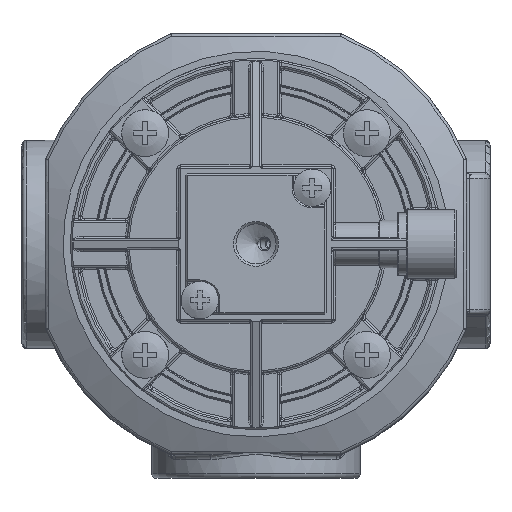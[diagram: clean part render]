
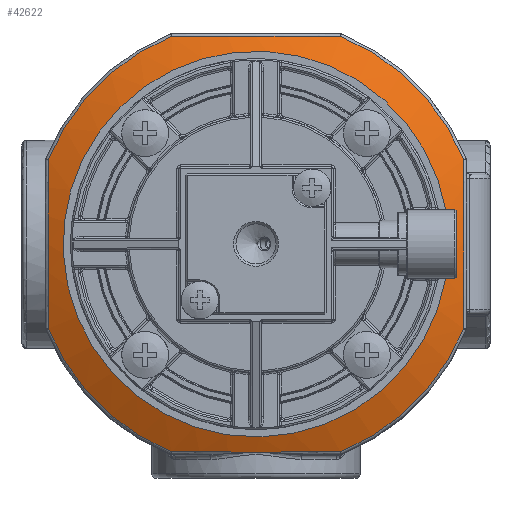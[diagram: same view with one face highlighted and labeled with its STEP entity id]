
A CAD part, top view. The second image highlights one B-rep face of the part: STEP entity #42622.
In plain terms, the highlighted conical face has half-angle 65 degrees and reference radius 40.994 mm.
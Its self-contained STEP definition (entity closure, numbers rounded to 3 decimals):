
#1034=B_SPLINE_CURVE_WITH_KNOTS('',3,(#68307,#68308,#68309,#68310,#68311),
 .UNSPECIFIED.,.F.,.F.,(4,1,4),(0.,0.018,0.036),
 .UNSPECIFIED.);
#1035=B_SPLINE_CURVE_WITH_KNOTS('',3,(#68335,#68336,#68337,#68338,#68339),
 .UNSPECIFIED.,.F.,.F.,(4,1,4),(0.,0.018,0.036),
 .UNSPECIFIED.);
#1036=B_SPLINE_CURVE_WITH_KNOTS('',3,(#68363,#68364,#68365,#68366,#68367),
 .UNSPECIFIED.,.F.,.F.,(4,1,4),(0.,0.018,0.036),
 .UNSPECIFIED.);
#1058=B_SPLINE_CURVE_WITH_KNOTS('',3,(#68837,#68838,#68839,#68840,#68841),
 .UNSPECIFIED.,.F.,.F.,(4,1,4),(0.,0.018,0.036),
 .UNSPECIFIED.);
#1295=CONICAL_SURFACE('',#46082,40.994,1.134);
#12375=ORIENTED_EDGE('',*,*,#17458,.T.);
#12376=ORIENTED_EDGE('',*,*,#17459,.T.);
#12377=ORIENTED_EDGE('',*,*,#17347,.T.);
#12378=ORIENTED_EDGE('',*,*,#17346,.T.);
#12379=ORIENTED_EDGE('',*,*,#17345,.T.);
#12380=ORIENTED_EDGE('',*,*,#17344,.T.);
#12381=ORIENTED_EDGE('',*,*,#17343,.T.);
#12382=ORIENTED_EDGE('',*,*,#17455,.T.);
#12383=ORIENTED_EDGE('',*,*,#17341,.T.);
#12384=ORIENTED_EDGE('',*,*,#17340,.T.);
#17340=EDGE_CURVE('',#20135,#20138,#22311,.F.);
#17341=EDGE_CURVE('',#20138,#20135,#22312,.F.);
#17343=EDGE_CURVE('',#20141,#20253,#1034,.T.);
#17344=EDGE_CURVE('',#20143,#20141,#22313,.T.);
#17345=EDGE_CURVE('',#20146,#20143,#1035,.T.);
#17346=EDGE_CURVE('',#20148,#20146,#22314,.T.);
#17347=EDGE_CURVE('',#20256,#20148,#1036,.T.);
#17455=EDGE_CURVE('',#20253,#20309,#22370,.T.);
#17458=EDGE_CURVE('',#20309,#20311,#1058,.T.);
#17459=EDGE_CURVE('',#20311,#20256,#22373,.T.);
#20135=VERTEX_POINT('',#66237);
#20138=VERTEX_POINT('',#66253);
#20141=VERTEX_POINT('',#66263);
#20143=VERTEX_POINT('',#66276);
#20146=VERTEX_POINT('',#66286);
#20148=VERTEX_POINT('',#66292);
#20253=VERTEX_POINT('',#68272);
#20256=VERTEX_POINT('',#68368);
#20309=VERTEX_POINT('',#68830);
#20311=VERTEX_POINT('',#68842);
#22311=CIRCLE('',#45968,41.209);
#22312=CIRCLE('',#45970,41.209);
#22313=CIRCLE('',#45972,47.923);
#22314=CIRCLE('',#45974,47.923);
#22370=CIRCLE('',#46078,47.923);
#22373=CIRCLE('',#46083,47.923);
#24423=EDGE_LOOP('',(#12375,#12376,#12377,#12378,#12379,#12380,#12381,#12382));
#24424=EDGE_LOOP('',(#12383,#12384));
#26563=FACE_BOUND('',#24423,.T.);
#26564=FACE_BOUND('',#24424,.T.);
#42622=ADVANCED_FACE('',(#26563,#26564),#1295,.T.);
#45968=AXIS2_PLACEMENT_3D('',#68278,#54037,#54038);
#45970=AXIS2_PLACEMENT_3D('',#68280,#54041,#54042);
#45972=AXIS2_PLACEMENT_3D('',#68313,#54045,#54046);
#45974=AXIS2_PLACEMENT_3D('',#68341,#54049,#54050);
#46078=AXIS2_PLACEMENT_3D('',#68831,#54280,#54281);
#46082=AXIS2_PLACEMENT_3D('',#68836,#54288,#54289);
#46083=AXIS2_PLACEMENT_3D('',#68843,#54290,#54291);
#54037=DIRECTION('',(0.,0.,1.));
#54038=DIRECTION('',(1.,0.,0.));
#54041=DIRECTION('',(0.,0.,1.));
#54042=DIRECTION('',(1.,0.,0.));
#54045=DIRECTION('',(0.,0.,1.));
#54046=DIRECTION('',(1.,0.,0.));
#54049=DIRECTION('',(0.,0.,1.));
#54050=DIRECTION('',(1.,0.,0.));
#54280=DIRECTION('',(0.,0.,1.));
#54281=DIRECTION('',(1.,0.,0.));
#54288=DIRECTION('',(0.,0.,-1.));
#54289=DIRECTION('',(-1.,0.,0.));
#54290=DIRECTION('',(0.,0.,1.));
#54291=DIRECTION('',(1.,0.,0.));
#66237=CARTESIAN_POINT('',(40.59,7.113,43.9));
#66253=CARTESIAN_POINT('',(40.59,-7.113,43.9));
#66263=CARTESIAN_POINT('',(-44.391,18.055,40.769));
#66276=CARTESIAN_POINT('',(-18.055,44.391,40.769));
#66286=CARTESIAN_POINT('',(18.055,44.391,40.769));
#66292=CARTESIAN_POINT('',(44.391,18.055,40.769));
#68272=CARTESIAN_POINT('',(-44.391,-18.055,40.769));
#68278=CARTESIAN_POINT('',(0.,0.,43.9));
#68280=CARTESIAN_POINT('',(0.,0.,43.9));
#68307=CARTESIAN_POINT('',(-44.391,18.055,40.769));
#68308=CARTESIAN_POINT('',(-44.41,12.068,41.813));
#68309=CARTESIAN_POINT('',(-44.435,-0.078,42.99));
#68310=CARTESIAN_POINT('',(-44.41,-12.075,41.812));
#68311=CARTESIAN_POINT('',(-44.391,-18.055,40.769));
#68313=CARTESIAN_POINT('',(0.,0.,40.769));
#68335=CARTESIAN_POINT('',(18.055,44.391,40.769));
#68336=CARTESIAN_POINT('',(12.068,44.41,41.813));
#68337=CARTESIAN_POINT('',(-0.078,44.435,42.99));
#68338=CARTESIAN_POINT('',(-12.075,44.41,41.812));
#68339=CARTESIAN_POINT('',(-18.055,44.391,40.769));
#68341=CARTESIAN_POINT('',(0.,0.,40.769));
#68363=CARTESIAN_POINT('',(44.391,-18.055,40.769));
#68364=CARTESIAN_POINT('',(44.41,-12.068,41.813));
#68365=CARTESIAN_POINT('',(44.435,0.078,42.99));
#68366=CARTESIAN_POINT('',(44.41,12.075,41.812));
#68367=CARTESIAN_POINT('',(44.391,18.055,40.769));
#68368=CARTESIAN_POINT('',(44.391,-18.055,40.769));
#68830=CARTESIAN_POINT('',(-18.055,-44.391,40.769));
#68831=CARTESIAN_POINT('',(0.,0.,40.769));
#68836=CARTESIAN_POINT('',(0.,0.,44.));
#68837=CARTESIAN_POINT('',(-18.055,-44.391,40.769));
#68838=CARTESIAN_POINT('',(-12.092,-44.41,41.809));
#68839=CARTESIAN_POINT('',(-0.001,-44.435,42.994));
#68840=CARTESIAN_POINT('',(12.092,-44.41,41.809));
#68841=CARTESIAN_POINT('',(18.055,-44.391,40.769));
#68842=CARTESIAN_POINT('',(18.055,-44.391,40.769));
#68843=CARTESIAN_POINT('',(0.,0.,40.769));
